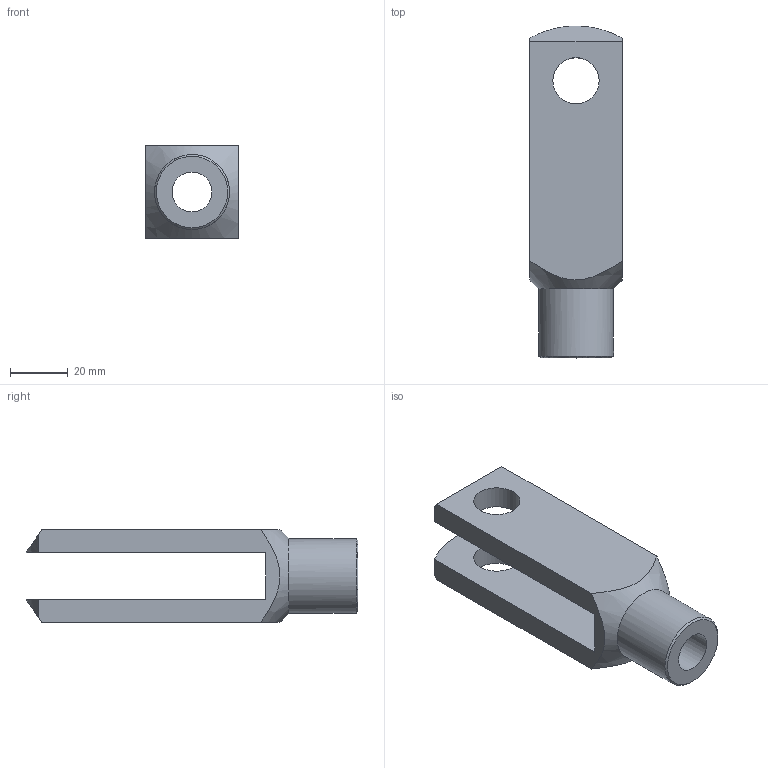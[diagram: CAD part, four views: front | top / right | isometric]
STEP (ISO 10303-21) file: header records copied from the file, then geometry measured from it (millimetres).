
FILE_DESCRIPTION(/* description */ ('STEP AP214'),/* implementation_level */ '2;1');
FILE_NAME(/* name */ 'Fork head without bolt DIN 71752-16-64-M16F',/* time_stamp */ '2025-07-07T13:24:28+02:00',/* author */ ('License CC BY-ND 4.0'),/* organization */ ('CADENAS'),/* preprocessor_version */ 'ST-DEVELOPER v19.3',/* originating_system */ 'PARTsolutions',/* authorisation */ ' ');
FILE_SCHEMA (('AUTOMOTIVE_DESIGN {1 0 10303 214 3 1 1}'));
Length unit declared in the file: millimetre
Products named in the file (1): Fork head without bolt DIN 71752-16-64-M16F
Bounding box: 32 x 115 x 32 mm (x, y, z)
Volume: 52279.4 mm3; surface area: 18399.7 mm2
Topology: 1 solids, 1 shells, 18 faces, 50 edges, 34 vertices
Faces by surface type: plane 10, cylinder 6, cone 2
Full cylindrical faces by diameter (mm): 13.835 x1, 16 x2, 25.98 x1
Entity records: 600 total; most frequent: CARTESIAN_POINT 148, DIRECTION 84, ORIENTED_EDGE 78, EDGE_CURVE 39, AXIS2_PLACEMENT_3D 31, EDGE_LOOP 30, FACE_BOUND 30, VERTEX_POINT 29
